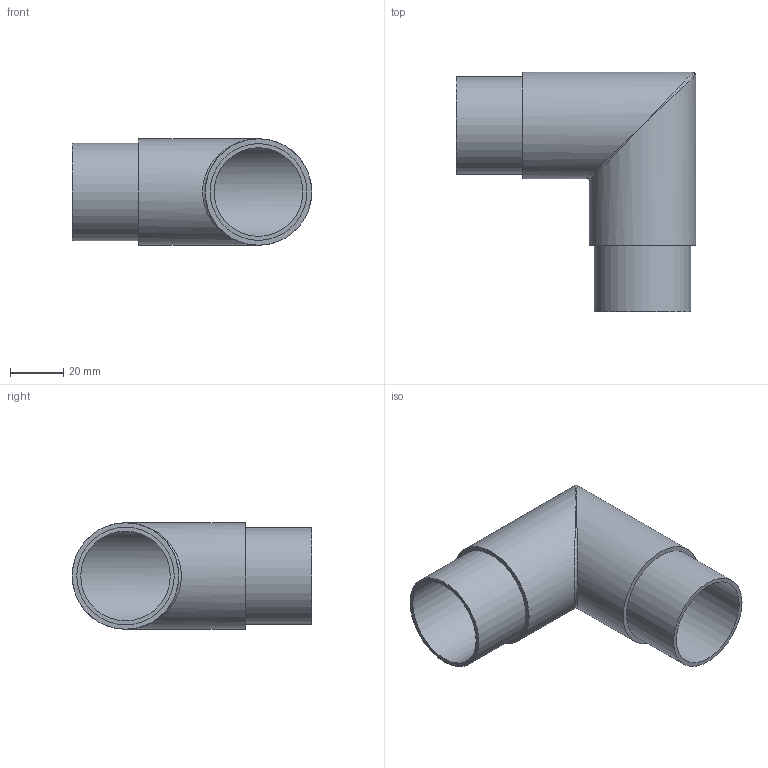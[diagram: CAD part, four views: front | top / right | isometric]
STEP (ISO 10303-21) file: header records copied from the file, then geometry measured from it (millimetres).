
FILE_DESCRIPTION(/* description */ (''),/* implementation_level */ '2;1');
FILE_NAME(/* name */ 'Eckbogen_90G_X33.stp',/* time_stamp */ '2017-05-07T21:07:38+02:00',/* author */ (''),/* organization */ (''),/* preprocessor_version */ 'ST-DEVELOPER v16',/* originating_system */ 'SIEMENS PLM Software NX 11.0',/* authorisation */ '');
FILE_SCHEMA (('AUTOMOTIVE_DESIGN { 1 0 10303 214 3 1 1 1 }'));
Length unit declared in the file: millimetre
Products named in the file (1): Goge1944C5F9lh2e
Bounding box: 90 x 90 x 40 mm (x, y, z)
Volume: 25125.2 mm3; surface area: 33828.4 mm2
Topology: 1 solids, 1 shells, 17 faces, 37 edges, 20 vertices
Faces by surface type: cylinder 8, plane 6, bspline 3
Full cylindrical faces by diameter (mm): 33.369 x1, 33.653 x1, 36.369 x1, 36.653 x1, 37 x2, 40 x2
Entity records: 559 total; most frequent: CARTESIAN_POINT 236, DIRECTION 68, ORIENTED_EDGE 38, AXIS2_PLACEMENT_3D 34, EDGE_LOOP 31, FACE_BOUND 28, EDGE_CURVE 19, ADVANCED_FACE 17
